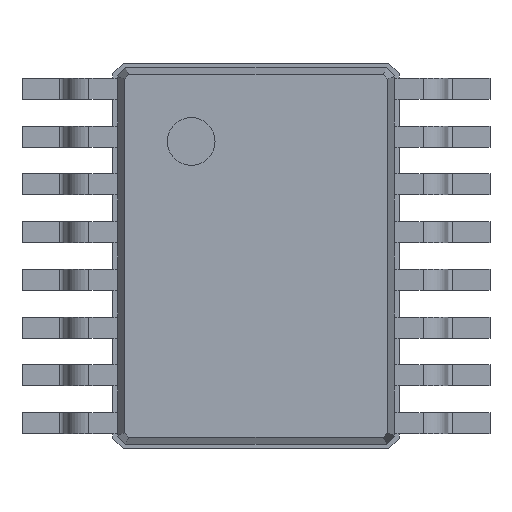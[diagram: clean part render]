
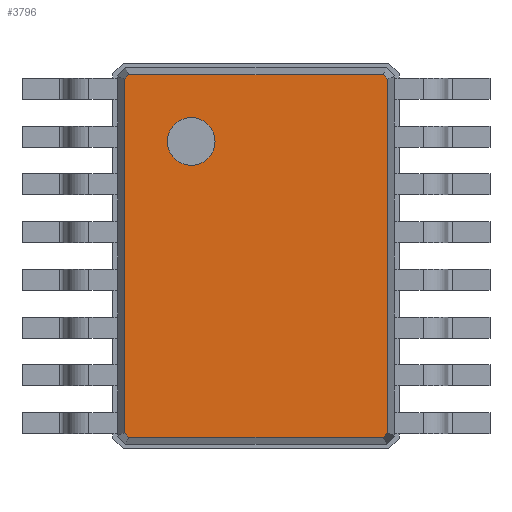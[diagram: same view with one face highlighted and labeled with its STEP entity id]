
A CAD part, top view. The second image highlights one B-rep face of the part: STEP entity #3796.
In plain terms, the highlighted planar face has unit normal (0, 0, 1).
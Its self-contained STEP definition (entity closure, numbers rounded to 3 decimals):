
#13=DIRECTION('',(0.,0.,1.));
#27=VECTOR('',#28,1.);
#28=DIRECTION('',(1.,0.,0.));
#52=VECTOR('',#53,1.);
#53=DIRECTION('',(0.707,0.707,0.));
#59=VECTOR('',#60,1.);
#60=DIRECTION('',(0.,1.,0.));
#66=VECTOR('',#67,1.);
#67=DIRECTION('',(-0.707,0.707,0.));
#73=VECTOR('',#74,1.);
#74=DIRECTION('',(-1.,0.,0.));
#80=VECTOR('',#81,1.);
#81=DIRECTION('',(-0.707,-0.707,0.));
#87=VECTOR('',#88,1.);
#88=DIRECTION('',(0.,-1.,0.));
#92=VECTOR('',#93,1.);
#93=DIRECTION('',(0.707,-0.707,0.));
#1294=VERTEX_POINT('',#1295);
#1295=CARTESIAN_POINT('',(-1.379,1.849,0.95));
#1297=ORIENTED_EDGE('',*,*,#1298,.F.);
#1298=EDGE_CURVE('',#1299,#1294,#1301,.T.);
#1299=VERTEX_POINT('',#1300);
#1300=CARTESIAN_POINT('',(-1.379,-1.849,0.95));
#1301=LINE('',#1300,#59);
#1312=VERTEX_POINT('',#1313);
#1313=CARTESIAN_POINT('',(-1.33,1.898,0.95));
#1315=ORIENTED_EDGE('',*,*,#1316,.F.);
#1316=EDGE_CURVE('',#1294,#1312,#1317,.T.);
#1317=LINE('',#1295,#52);
#1326=VERTEX_POINT('',#1327);
#1327=CARTESIAN_POINT('',(1.33,1.898,0.95));
#1329=ORIENTED_EDGE('',*,*,#1330,.F.);
#1330=EDGE_CURVE('',#1312,#1326,#1331,.T.);
#1331=LINE('',#1313,#27);
#1340=VERTEX_POINT('',#1341);
#1341=CARTESIAN_POINT('',(1.379,1.849,0.95));
#1343=ORIENTED_EDGE('',*,*,#1344,.F.);
#1344=EDGE_CURVE('',#1326,#1340,#1345,.T.);
#1345=LINE('',#1327,#92);
#1418=VERTEX_POINT('',#1419);
#1419=CARTESIAN_POINT('',(1.379,-1.849,0.95));
#1421=ORIENTED_EDGE('',*,*,#1422,.F.);
#1422=EDGE_CURVE('',#1340,#1418,#1423,.T.);
#1423=LINE('',#1341,#87);
#3796=ADVANCED_FACE('',(#3797,#3812),#3822,.T.);
#3797=FACE_BOUND('',#3798,.T.);
#3798=EDGE_LOOP('',(#1329,#1315,#1297,#3799,#3804,#3809,#1421,#1343));
#3799=ORIENTED_EDGE('',*,*,#3800,.F.);
#3800=EDGE_CURVE('',#3801,#1299,#3803,.T.);
#3801=VERTEX_POINT('',#3802);
#3802=CARTESIAN_POINT('',(-1.33,-1.898,0.95));
#3803=LINE('',#3802,#66);
#3804=ORIENTED_EDGE('',*,*,#3805,.F.);
#3805=EDGE_CURVE('',#3806,#3801,#3808,.T.);
#3806=VERTEX_POINT('',#3807);
#3807=CARTESIAN_POINT('',(1.33,-1.898,0.95));
#3808=LINE('',#3807,#73);
#3809=ORIENTED_EDGE('',*,*,#3810,.F.);
#3810=EDGE_CURVE('',#1418,#3806,#3811,.T.);
#3811=LINE('',#1419,#80);
#3812=FACE_BOUND('',#3813,.T.);
#3813=EDGE_LOOP('',(#3814));
#3814=ORIENTED_EDGE('',*,*,#3815,.T.);
#3815=EDGE_CURVE('',#3816,#3816,#3818,.T.);
#3816=VERTEX_POINT('',#3817);
#3817=CARTESIAN_POINT('',(-0.679,0.948,0.95));
#3818=CIRCLE('',#3819,0.25);
#3819=AXIS2_PLACEMENT_3D('',#3820,#3821,#88);
#3820=CARTESIAN_POINT('',(-0.679,1.198,0.95));
#3821=DIRECTION('',(0.,-0.,-1.));
#3822=PLANE('',#3823);
#3823=AXIS2_PLACEMENT_3D('',#1313,#13,#3824);
#3824=DIRECTION('',(0.574,-0.819,0.));
